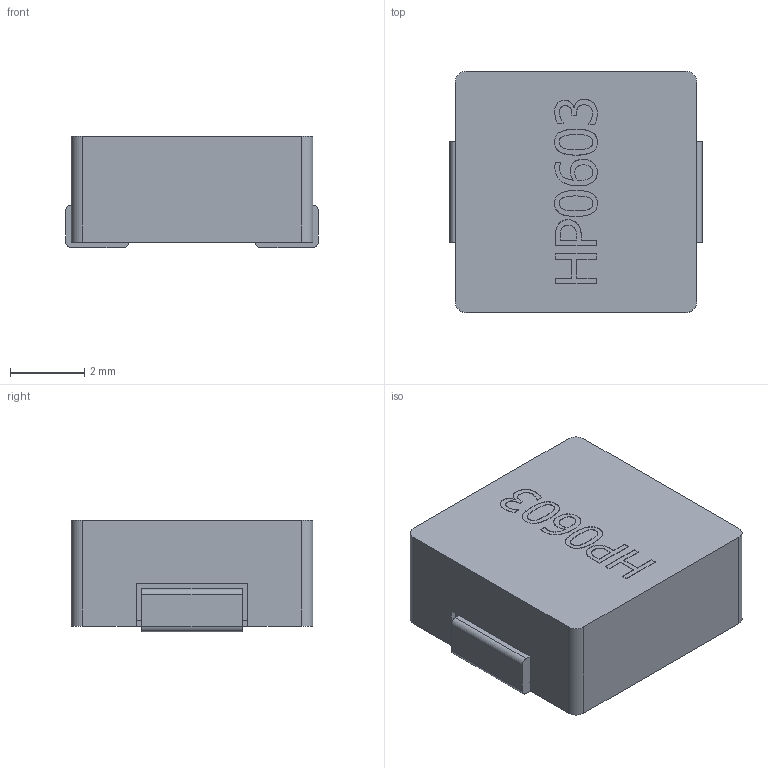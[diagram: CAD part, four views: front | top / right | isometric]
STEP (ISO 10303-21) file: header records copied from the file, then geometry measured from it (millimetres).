
FILE_DESCRIPTION (( 'STEP AP214' ), '1' );
FILE_NAME ('Inductor-HP0603.STEP', '2020-05-25T14:20:02', ( '' ), ( '' ), 'SwSTEP 2.0', 'SolidWorks 2017', '' );
FILE_SCHEMA (( 'AUTOMOTIVE_DESIGN' ));
Length unit declared in the file: millimetre
Products named in the file (1): Inductor-HP0603
Bounding box: 6.8 x 6.5 x 3 mm (x, y, z)
Volume: 121.8 mm3; surface area: 191.7 mm2
Topology: 3 solids, 3 shells, 154 faces, 414 edges, 276 vertices
Faces by surface type: plane 74, bspline 70, cylinder 10
Entity records: 5276 total; most frequent: CARTESIAN_POINT 1755, ORIENTED_EDGE 828, DIRECTION 464, EDGE_CURVE 414, VERTEX_POINT 276, VECTOR 254, LINE 254, EDGE_LOOP 164
